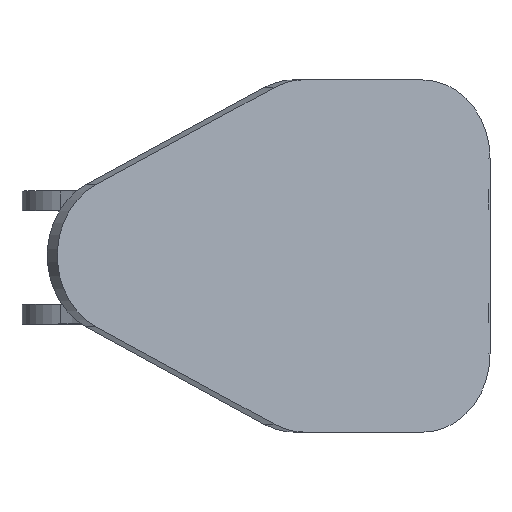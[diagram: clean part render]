
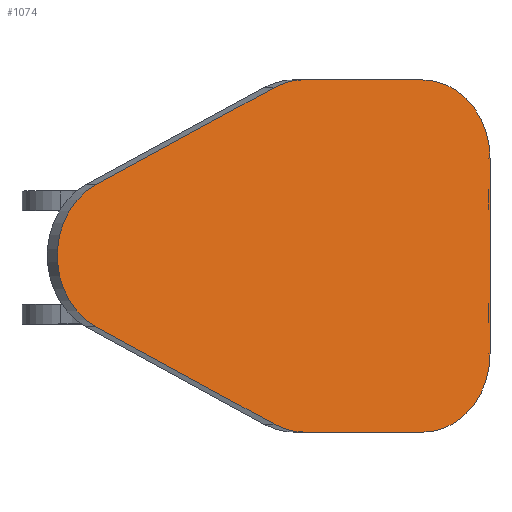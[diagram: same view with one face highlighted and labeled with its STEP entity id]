
A CAD part, top view. The second image highlights one B-rep face of the part: STEP entity #1074.
In plain terms, the highlighted planar face has unit normal (0.514, 0, 0.858).
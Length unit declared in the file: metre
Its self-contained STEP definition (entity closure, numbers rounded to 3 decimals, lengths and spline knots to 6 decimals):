
#53=CIRCLE('',#1181,0.0254);
#54=CIRCLE('',#1182,0.0254);
#55=CIRCLE('',#1183,0.0254);
#56=CIRCLE('',#1184,0.0254);
#57=CIRCLE('',#1185,0.0254);
#309=ORIENTED_EDGE('',*,*,#525,.T.);
#310=ORIENTED_EDGE('',*,*,#536,.T.);
#311=ORIENTED_EDGE('',*,*,#527,.T.);
#312=ORIENTED_EDGE('',*,*,#537,.T.);
#313=ORIENTED_EDGE('',*,*,#530,.T.);
#314=ORIENTED_EDGE('',*,*,#538,.T.);
#315=ORIENTED_EDGE('',*,*,#534,.T.);
#316=ORIENTED_EDGE('',*,*,#539,.T.);
#317=ORIENTED_EDGE('',*,*,#520,.T.);
#318=ORIENTED_EDGE('',*,*,#540,.T.);
#520=EDGE_CURVE('',#636,#635,#741,.T.);
#525=EDGE_CURVE('',#638,#637,#746,.T.);
#527=EDGE_CURVE('',#639,#640,#748,.T.);
#530=EDGE_CURVE('',#641,#642,#751,.T.);
#534=EDGE_CURVE('',#644,#643,#755,.T.);
#536=EDGE_CURVE('',#637,#639,#53,.T.);
#537=EDGE_CURVE('',#640,#641,#54,.T.);
#538=EDGE_CURVE('',#642,#644,#55,.T.);
#539=EDGE_CURVE('',#643,#636,#56,.T.);
#540=EDGE_CURVE('',#635,#638,#57,.T.);
#635=VERTEX_POINT('',#1772);
#636=VERTEX_POINT('',#1774);
#637=VERTEX_POINT('',#1780);
#638=VERTEX_POINT('',#1782);
#639=VERTEX_POINT('',#1786);
#640=VERTEX_POINT('',#1787);
#641=VERTEX_POINT('',#1792);
#642=VERTEX_POINT('',#1793);
#643=VERTEX_POINT('',#1798);
#644=VERTEX_POINT('',#1800);
#741=LINE('',#1773,#853);
#746=LINE('',#1781,#858);
#748=LINE('',#1785,#860);
#751=LINE('',#1791,#863);
#755=LINE('',#1799,#867);
#853=VECTOR('',#1440,1.);
#858=VECTOR('',#1447,1.);
#860=VECTOR('',#1451,1.);
#863=VECTOR('',#1456,1.);
#867=VECTOR('',#1462,1.);
#919=EDGE_LOOP('',(#309,#310,#311,#312,#313,#314,#315,#316,#317,#318));
#987=FACE_BOUND('',#919,.T.);
#1037=PLANE('',#1180);
#1074=ADVANCED_FACE('',(#987),#1037,.T.);
#1180=AXIS2_PLACEMENT_3D('',#1802,#1464,#1465);
#1181=AXIS2_PLACEMENT_3D('',#1803,#1466,#1467);
#1182=AXIS2_PLACEMENT_3D('',#1804,#1468,#1469);
#1183=AXIS2_PLACEMENT_3D('',#1805,#1470,#1471);
#1184=AXIS2_PLACEMENT_3D('',#1806,#1472,#1473);
#1185=AXIS2_PLACEMENT_3D('',#1807,#1474,#1475);
#1440=DIRECTION('',(0.858,0.,-0.514));
#1447=DIRECTION('',(0.,1.,0.));
#1451=DIRECTION('',(-0.858,0.,0.514));
#1456=DIRECTION('',(-0.777,-0.424,0.465));
#1462=DIRECTION('',(0.777,-0.424,-0.465));
#1464=DIRECTION('',(0.514,0.,0.858));
#1465=DIRECTION('',(0.858,0.,-0.514));
#1466=DIRECTION('',(0.514,0.,0.858));
#1467=DIRECTION('',(0.858,0.,-0.514));
#1468=DIRECTION('',(0.514,0.,0.858));
#1469=DIRECTION('',(0.858,0.,-0.514));
#1470=DIRECTION('',(0.514,0.,0.858));
#1471=DIRECTION('',(0.858,0.,-0.514));
#1472=DIRECTION('',(0.514,0.,0.858));
#1473=DIRECTION('',(0.858,0.,-0.514));
#1474=DIRECTION('',(0.514,0.,0.858));
#1475=DIRECTION('',(0.858,0.,-0.514));
#1772=CARTESIAN_POINT('',(-0.244577,-0.07239,0.47633));
#1773=CARTESIAN_POINT('',(-0.255471,-0.07239,0.482857));
#1774=CARTESIAN_POINT('',(-0.283301,-0.07239,0.49953));
#1780=CARTESIAN_POINT('',(-0.222788,0.01651,0.463275));
#1781=CARTESIAN_POINT('',(-0.222788,0.02413,0.463275));
#1782=CARTESIAN_POINT('',(-0.222788,-0.04699,0.463275));
#1785=CARTESIAN_POINT('',(-0.255471,0.04191,0.482857));
#1786=CARTESIAN_POINT('',(-0.244577,0.04191,0.47633));
#1787=CARTESIAN_POINT('',(-0.283301,0.04191,0.49953));
#1791=CARTESIAN_POINT('',(-0.340447,0.013335,0.533768));
#1792=CARTESIAN_POINT('',(-0.292549,0.039509,0.505071));
#1793=CARTESIAN_POINT('',(-0.350652,0.007759,0.539882));
#1798=CARTESIAN_POINT('',(-0.292549,-0.069989,0.505071));
#1799=CARTESIAN_POINT('',(-0.340447,-0.043815,0.533768));
#1800=CARTESIAN_POINT('',(-0.350652,-0.038239,0.539882));
#1802=CARTESIAN_POINT('',(-0.307764,-0.01524,0.514187));
#1803=CARTESIAN_POINT('',(-0.244577,0.01651,0.47633));
#1804=CARTESIAN_POINT('',(-0.283301,0.01651,0.49953));
#1805=CARTESIAN_POINT('',(-0.341404,-0.01524,0.534342));
#1806=CARTESIAN_POINT('',(-0.283301,-0.04699,0.49953));
#1807=CARTESIAN_POINT('',(-0.244577,-0.04699,0.47633));
